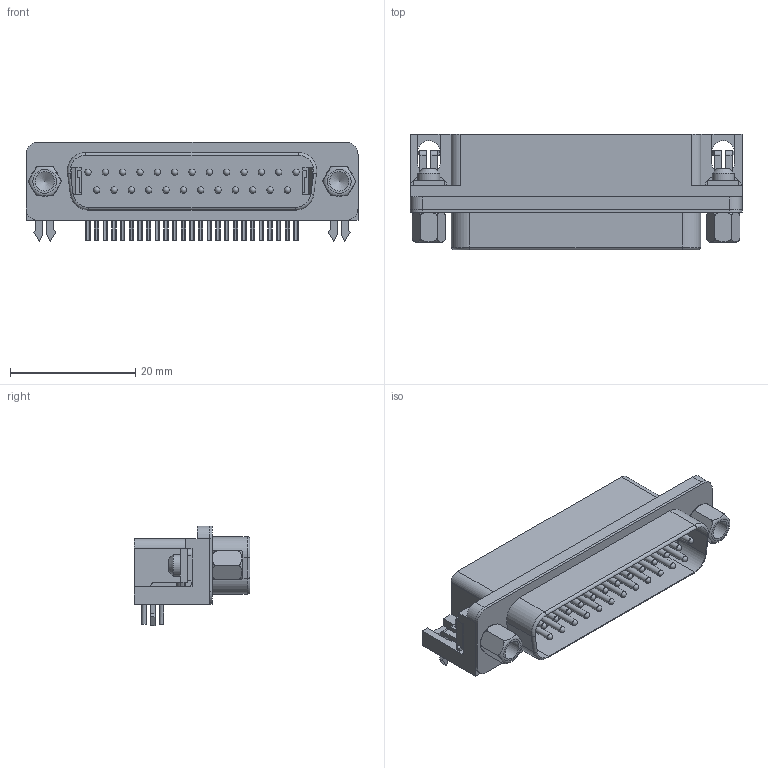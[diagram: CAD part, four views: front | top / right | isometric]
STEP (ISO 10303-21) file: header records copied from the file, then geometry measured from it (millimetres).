
FILE_DESCRIPTION( ( 'Unknown' ), '1' );
FILE_NAME( '618025231221.stp', 'Unknown', ( 'Unknown' ), ( 'Unknown' ), 'PSStep 14.0', 'Unknown', ' ' );
FILE_SCHEMA( ( 'AUTOMOTIVE_DESIGN { 1 0 10303 214 1 1 1 1 }' ) );
Length unit declared in the file: millimetre
Products named in the file (9): Assem1; 6180xx2xxx21_PIN_COURTE; 6180xx2xxx21_PIN_LONGUE; 6180xx2xxx21_CLIP; 6180xx231221_SERRAGE; 6180252xxx21; 6180252xx221_ARRIERE; 6180xx2xx221_VISSE
Assembly tree (34 placements, depth 2):
  Assem1
    6180xx2xxx21_PIN_COURTE  x12
    6180xx2xxx21_PIN_LONGUE  x13
    6180xx2xxx21_CLIP  x2
    6180xx231221_SERRAGE  x2
    6180252xxx21
    6180252xxx21
    6180252xx221_ARRIERE
    6180xx2xx221_VISSE  x2
Bounding box: 53.04 x 18.5 x 15.9 mm (x, y, z)
Volume: 5525.2 mm3; surface area: 11763.4 mm2
Topology: 34 solids, 34 shells, 1383 faces, 3601 edges, 2234 vertices
Faces by surface type: plane 768, bspline 375, cylinder 168, cone 35, sphere 25, torus 12
Full cylindrical faces by diameter (mm): 0.7 x12, 0.8 x13, 1 x50, 3.121 x4, 3.5 x2, 4 x8
Entity records: 26174 total; most frequent: CARTESIAN_POINT 7581, ORIENTED_EDGE 2888, DIRECTION 2710, EDGE_CURVE 1444, LINE 1186, VECTOR 1186, VERTEX_POINT 973, AXIS2_PLACEMENT_3D 762
